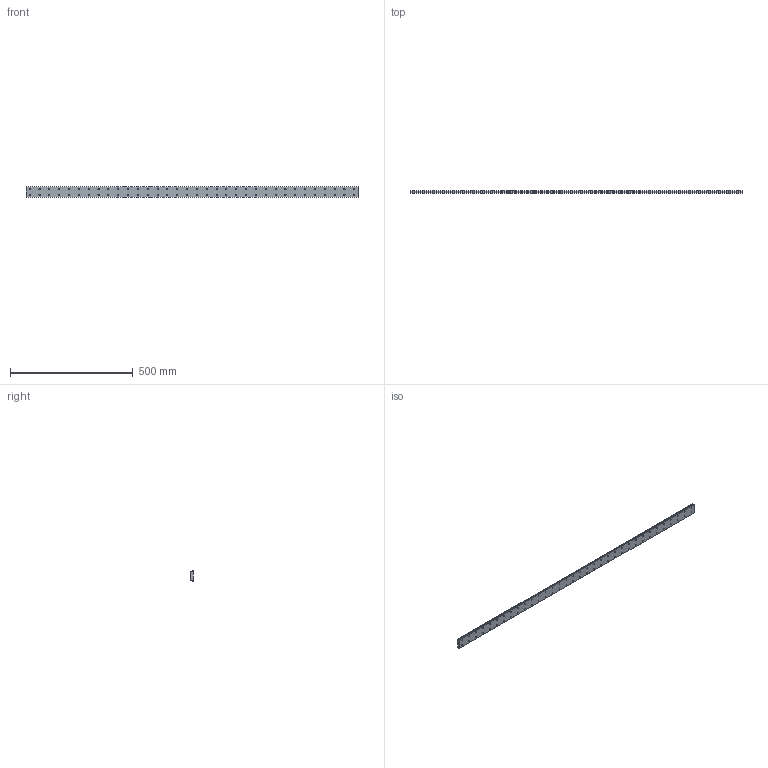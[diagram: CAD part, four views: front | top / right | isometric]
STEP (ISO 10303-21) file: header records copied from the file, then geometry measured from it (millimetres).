
FILE_DESCRIPTION (( 'STEP AP214' ), '1' );
FILE_NAME ('SRS15WSSS-1350LM_G15_0_0_0_0_0_1.STEP', '2021-08-10T08:39:26', ( '' ), ( '' ), 'SwSTEP 2.0', 'SolidWorks 2021', '' );
FILE_SCHEMA (( 'AUTOMOTIVE_DESIGN' ));
Length unit declared in the file: millimetre
Products named in the file (2): SRS15WSSS-1350LM_G15_0_0_0_0_0_1; _SRS15WS135015 Track
Assembly tree (1 placements, depth 2):
  SRS15WSSS-1350LM_G15_0_0_0_0_0_1
    _SRS15WS135015 Track
Bounding box: 1350 x 9.5 x 42 mm (x, y, z)
Volume: 496456.8 mm3; surface area: 149094.4 mm2
Topology: 1 solids, 1 shells, 363 faces, 879 edges, 586 vertices
Faces by surface type: cylinder 279, plane 84
Entity records: 11269 total; most frequent: DIRECTION 2171, CARTESIAN_POINT 1832, ORIENTED_EDGE 1758, AXIS2_PLACEMENT_3D 925, EDGE_CURVE 879, VERTEX_POINT 586, EDGE_LOOP 567, CIRCLE 558
